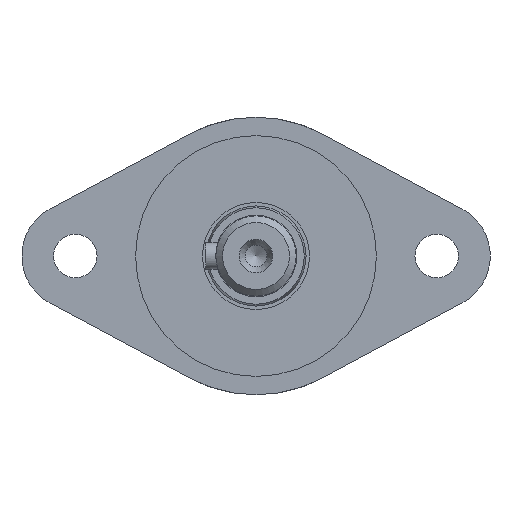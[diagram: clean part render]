
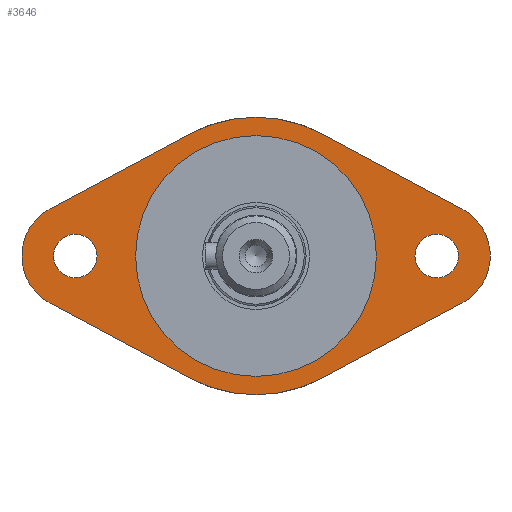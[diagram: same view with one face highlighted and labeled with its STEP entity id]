
A CAD part, left-side view. The second image highlights one B-rep face of the part: STEP entity #3646.
In plain terms, the highlighted planar face has unit normal (-1, 0, 0).
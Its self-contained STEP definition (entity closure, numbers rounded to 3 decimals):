
#350=FACE_BOUND('',#749,.T.);
#351=FACE_BOUND('',#750,.T.);
#352=FACE_BOUND('',#751,.T.);
#382=PLANE('',#3932);
#524=FACE_OUTER_BOUND('',#748,.T.);
#748=EDGE_LOOP('',(#2688,#2689,#2690,#2691,#2692,#2693,#2694,#2695));
#749=EDGE_LOOP('',(#2696));
#750=EDGE_LOOP('',(#2697));
#751=EDGE_LOOP('',(#2698));
#974=LINE('',#5485,#1266);
#975=LINE('',#5488,#1267);
#976=LINE('',#5490,#1268);
#977=LINE('',#5493,#1269);
#1266=VECTOR('',#4429,10.);
#1267=VECTOR('',#4432,10.);
#1268=VECTOR('',#4433,10.);
#1269=VECTOR('',#4436,10.);
#1566=CIRCLE('',#3928,20.75);
#1568=CIRCLE('',#3930,20.75);
#1570=CIRCLE('',#3933,8.);
#1571=CIRCLE('',#3934,8.);
#1572=CIRCLE('',#3935,3.25);
#1573=CIRCLE('',#3936,3.25);
#1574=CIRCLE('',#3937,18.);
#1738=VERTEX_POINT('',#5468);
#1739=VERTEX_POINT('',#5470);
#1742=VERTEX_POINT('',#5476);
#1743=VERTEX_POINT('',#5478);
#1745=VERTEX_POINT('',#5484);
#1746=VERTEX_POINT('',#5486);
#1747=VERTEX_POINT('',#5489);
#1748=VERTEX_POINT('',#5491);
#1749=VERTEX_POINT('',#5494);
#1750=VERTEX_POINT('',#5496);
#1751=VERTEX_POINT('',#5498);
#2089=EDGE_CURVE('',#1738,#1739,#1566,.T.);
#2093=EDGE_CURVE('',#1742,#1743,#1568,.T.);
#2096=EDGE_CURVE('',#1745,#1738,#974,.T.);
#2097=EDGE_CURVE('',#1746,#1745,#1570,.T.);
#2098=EDGE_CURVE('',#1743,#1746,#975,.T.);
#2099=EDGE_CURVE('',#1742,#1747,#976,.T.);
#2100=EDGE_CURVE('',#1747,#1748,#1571,.T.);
#2101=EDGE_CURVE('',#1748,#1739,#977,.T.);
#2102=EDGE_CURVE('',#1749,#1749,#1572,.T.);
#2103=EDGE_CURVE('',#1750,#1750,#1573,.T.);
#2104=EDGE_CURVE('',#1751,#1751,#1574,.T.);
#2688=ORIENTED_EDGE('',*,*,#2089,.F.);
#2689=ORIENTED_EDGE('',*,*,#2096,.F.);
#2690=ORIENTED_EDGE('',*,*,#2097,.F.);
#2691=ORIENTED_EDGE('',*,*,#2098,.F.);
#2692=ORIENTED_EDGE('',*,*,#2093,.F.);
#2693=ORIENTED_EDGE('',*,*,#2099,.T.);
#2694=ORIENTED_EDGE('',*,*,#2100,.T.);
#2695=ORIENTED_EDGE('',*,*,#2101,.T.);
#2696=ORIENTED_EDGE('',*,*,#2102,.T.);
#2697=ORIENTED_EDGE('',*,*,#2103,.T.);
#2698=ORIENTED_EDGE('',*,*,#2104,.T.);
#3646=ADVANCED_FACE('',(#524,#350,#351,#352),#382,.T.);
#3928=AXIS2_PLACEMENT_3D('',#5471,#4416,#4417);
#3930=AXIS2_PLACEMENT_3D('',#5479,#4422,#4423);
#3932=AXIS2_PLACEMENT_3D('',#5483,#4427,#4428);
#3933=AXIS2_PLACEMENT_3D('',#5487,#4430,#4431);
#3934=AXIS2_PLACEMENT_3D('',#5492,#4434,#4435);
#3935=AXIS2_PLACEMENT_3D('',#5495,#4437,#4438);
#3936=AXIS2_PLACEMENT_3D('',#5497,#4439,#4440);
#3937=AXIS2_PLACEMENT_3D('',#5499,#4441,#4442);
#4416=DIRECTION('center_axis',(1.,0.,0.));
#4417=DIRECTION('ref_axis',(0.,-1.,0.));
#4422=DIRECTION('center_axis',(1.,0.,0.));
#4423=DIRECTION('ref_axis',(0.,-1.,0.));
#4427=DIRECTION('center_axis',(-1.,0.,0.));
#4428=DIRECTION('ref_axis',(0.,0.,
-1.));
#4429=DIRECTION('',(0.,-0.881,0.472));
#4430=DIRECTION('center_axis',(1.,0.,0.));
#4431=DIRECTION('ref_axis',(0.,-0.472,-0.881));
#4432=DIRECTION('',(0.,0.881,0.472));
#4433=DIRECTION('',(0.,-0.881,0.472));
#4434=DIRECTION('center_axis',(-1.,0.,0.));
#4435=DIRECTION('ref_axis',(0.,-0.472,-0.881));
#4436=DIRECTION('',(0.,0.881,0.472));
#4437=DIRECTION('center_axis',(1.,0.,0.));
#4438=DIRECTION('ref_axis',(0.,0.,
1.));
#4439=DIRECTION('center_axis',(1.,0.,0.));
#4440=DIRECTION('ref_axis',(0.,0.,
1.));
#4441=DIRECTION('center_axis',(1.,0.,0.));
#4442=DIRECTION('ref_axis',(0.,-1.,0.));
#5468=CARTESIAN_POINT('',(-244.7,9.799,18.291));
#5470=CARTESIAN_POINT('',(-244.7,-9.799,18.291));
#5471=CARTESIAN_POINT('Origin',(-244.7,0.,0.));
#5476=CARTESIAN_POINT('',(-244.7,-9.799,-18.291));
#5478=CARTESIAN_POINT('',(-244.7,9.799,-18.291));
#5479=CARTESIAN_POINT('Origin',(-244.7,0.,0.));
#5483=CARTESIAN_POINT('Origin',(-244.7,-19.375,0.));
#5484=CARTESIAN_POINT('',(-244.7,30.778,7.052));
#5485=CARTESIAN_POINT('',(-244.7,30.778,7.052));
#5486=CARTESIAN_POINT('',(-244.7,30.778,-7.052));
#5487=CARTESIAN_POINT('Origin',(-244.7,27.,0.));
#5488=CARTESIAN_POINT('',(-244.7,9.799,-18.291));
#5489=CARTESIAN_POINT('',(-244.7,-30.778,-7.052));
#5490=CARTESIAN_POINT('',(-244.7,-9.799,-18.291));
#5491=CARTESIAN_POINT('',(-244.7,-30.778,7.052));
#5492=CARTESIAN_POINT('Origin',(-244.7,-27.,0.));
#5493=CARTESIAN_POINT('',(-244.7,-30.778,7.052));
#5494=CARTESIAN_POINT('',(-244.7,-27.,-3.25));
#5495=CARTESIAN_POINT('Origin',(-244.7,-27.,0.));
#5496=CARTESIAN_POINT('',(-244.7,27.,-3.25));
#5497=CARTESIAN_POINT('Origin',(-244.7,27.,0.));
#5498=CARTESIAN_POINT('',(-244.7,18.,0.));
#5499=CARTESIAN_POINT('Origin',(-244.7,0.,0.));
